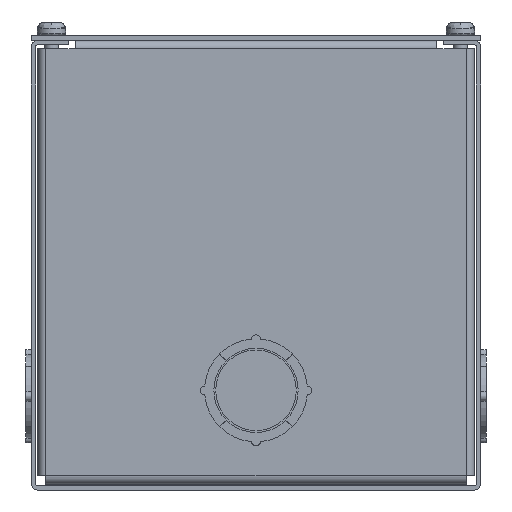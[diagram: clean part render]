
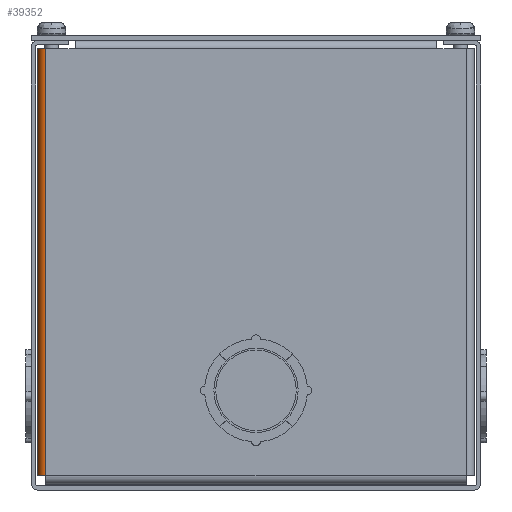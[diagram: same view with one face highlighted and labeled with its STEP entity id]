
A CAD part, front view. The second image highlights one B-rep face of the part: STEP entity #39352.
In plain terms, the highlighted cylindrical face has radius 2.743 mm (diameter 5.486 mm), a partial arc.
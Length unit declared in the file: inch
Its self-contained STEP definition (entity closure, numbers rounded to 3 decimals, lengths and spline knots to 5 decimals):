
#20 = CARTESIAN_POINT ( 'NONE',  ( -2.807, -11.892, 0.188 ) ) ;
#144 = CIRCLE ( 'NONE', #18782, 0.108 ) ;
#2137 = DIRECTION ( 'NONE',  ( 0., 0., -1. ) ) ;
#2346 = CARTESIAN_POINT ( 'NONE',  ( -2.807, -11.892, 5.892 ) ) ;
#3948 = CARTESIAN_POINT ( 'NONE',  ( -2.915, -11.892, 0.188 ) ) ;
#6362 = AXIS2_PLACEMENT_3D ( 'NONE', #27116, #11825, #33902 ) ;
#7229 = CYLINDRICAL_SURFACE ( 'NONE', #27657, 0.108 ) ;
#11236 = DIRECTION ( 'NONE',  ( 0., -1., 0. ) ) ;
#11506 = CIRCLE ( 'NONE', #6362, 0.108 ) ;
#11788 = VECTOR ( 'NONE', #39734, 39.37008 ) ;
#11825 = DIRECTION ( 'NONE',  ( 0., 0., 1. ) ) ;
#12345 = DIRECTION ( 'NONE',  ( 0., 0., 1. ) ) ;
#14661 = LINE ( 'NONE', #21680, #11788 ) ;
#15126 = VERTEX_POINT ( 'NONE', #29746 ) ;
#15394 = VERTEX_POINT ( 'NONE', #3948 ) ;
#16723 = VECTOR ( 'NONE', #2137, 39.37008 ) ;
#18782 = AXIS2_PLACEMENT_3D ( 'NONE', #2346, #32707, #11236 ) ;
#19309 = DIRECTION ( 'NONE',  ( 0., -1., 0. ) ) ;
#20143 = EDGE_CURVE ( 'NONE', #31351, #24577, #14661, .T. ) ;
#21680 = CARTESIAN_POINT ( 'NONE',  ( -2.807, -12., 0.188 ) ) ;
#22179 = CARTESIAN_POINT ( 'NONE',  ( -2.807, -12., 5.892 ) ) ;
#23309 = CARTESIAN_POINT ( 'NONE',  ( -2.915, -11.892, 0.188 ) ) ;
#23345 = EDGE_LOOP ( 'NONE', ( #36240, #25268, #24503, #33061 ) ) ;
#24503 = ORIENTED_EDGE ( 'NONE', *, *, #30142, .F. ) ;
#24577 = VERTEX_POINT ( 'NONE', #31843 ) ;
#25268 = ORIENTED_EDGE ( 'NONE', *, *, #20143, .F. ) ;
#27116 = CARTESIAN_POINT ( 'NONE',  ( -2.807, -11.892, 0.188 ) ) ;
#27657 = AXIS2_PLACEMENT_3D ( 'NONE', #20, #12345, #19309 ) ;
#29706 = LINE ( 'NONE', #23309, #16723 ) ;
#29746 = CARTESIAN_POINT ( 'NONE',  ( -2.915, -11.892, 5.892 ) ) ;
#30142 = EDGE_CURVE ( 'NONE', #15126, #31351, #144, .T. ) ;
#31351 = VERTEX_POINT ( 'NONE', #22179 ) ;
#31843 = CARTESIAN_POINT ( 'NONE',  ( -2.807, -12., 0.188 ) ) ;
#32707 = DIRECTION ( 'NONE',  ( 0., 0., 1. ) ) ;
#33061 = ORIENTED_EDGE ( 'NONE', *, *, #37846, .T. ) ;
#33902 = DIRECTION ( 'NONE',  ( 0., -1., 0. ) ) ;
#36240 = ORIENTED_EDGE ( 'NONE', *, *, #37083, .T. ) ;
#37083 = EDGE_CURVE ( 'NONE', #15394, #24577, #11506, .T. ) ;
#37769 = FACE_OUTER_BOUND ( 'NONE', #23345, .T. ) ;
#37846 = EDGE_CURVE ( 'NONE', #15126, #15394, #29706, .T. ) ;
#39352 = ADVANCED_FACE ( 'NONE', ( #37769 ), #7229, .T. ) ;
#39734 = DIRECTION ( 'NONE',  ( 0., 0., -1. ) ) ;
